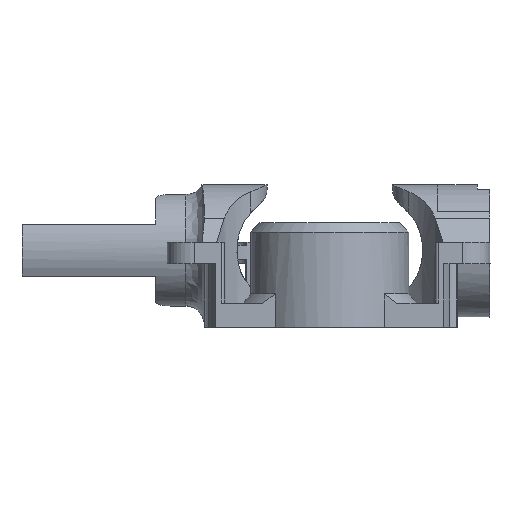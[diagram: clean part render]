
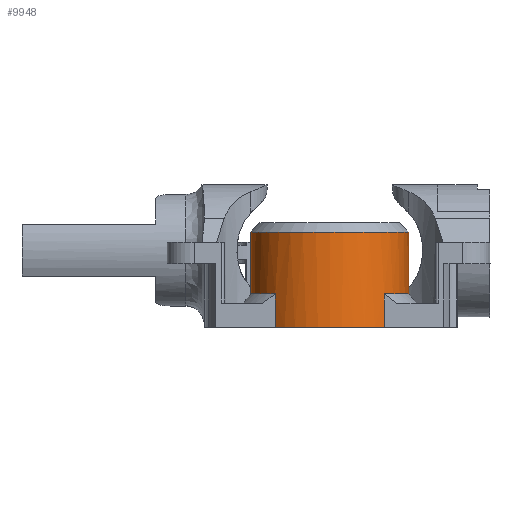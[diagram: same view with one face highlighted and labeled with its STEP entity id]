
A CAD part, left-side view. The second image highlights one B-rep face of the part: STEP entity #9948.
In plain terms, the highlighted cylindrical face has radius 13 mm (diameter 26 mm), a full revolution.
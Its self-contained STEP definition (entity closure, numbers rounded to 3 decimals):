
#249=CIRCLE('',#10200,13.);
#250=CIRCLE('',#10201,13.);
#280=CIRCLE('',#10245,13.);
#282=CIRCLE('',#10248,13.);
#283=CIRCLE('',#10249,13.);
#284=CIRCLE('',#10250,13.);
#429=CYLINDRICAL_SURFACE('',#10247,13.);
#884=FACE_OUTER_BOUND('',#1444,.T.);
#1444=EDGE_LOOP('',(#8422,#8423,#8424,#8425,#8426,#8427,#8428,#8429,#8430,
#8431,#8432,#8433));
#2086=LINE('',#20348,#2723);
#2087=LINE('',#20350,#2724);
#2088=LINE('',#20354,#2725);
#2089=LINE('',#20357,#2726);
#2090=LINE('',#20358,#2727);
#2723=VECTOR('',#11309,13.);
#2724=VECTOR('',#11310,10.);
#2725=VECTOR('',#11313,10.);
#2726=VECTOR('',#11316,10.);
#2727=VECTOR('',#11317,10.);
#4365=VERTEX_POINT('',#20228);
#4366=VERTEX_POINT('',#20230);
#4367=VERTEX_POINT('',#20232);
#4404=VERTEX_POINT('',#20329);
#4405=VERTEX_POINT('',#20333);
#4407=VERTEX_POINT('',#20346);
#4408=VERTEX_POINT('',#20349);
#4409=VERTEX_POINT('',#20351);
#4410=VERTEX_POINT('',#20353);
#4411=VERTEX_POINT('',#20355);
#5758=EDGE_CURVE('',#4366,#4365,#249,.T.);
#5759=EDGE_CURVE('',#4367,#4366,#250,.T.);
#5806=EDGE_CURVE('',#4404,#4405,#280,.T.);
#5809=EDGE_CURVE('',#4407,#4407,#282,.T.);
#5810=EDGE_CURVE('',#4407,#4366,#2086,.T.);
#5811=EDGE_CURVE('',#4408,#4365,#2087,.T.);
#5812=EDGE_CURVE('',#4409,#4408,#283,.T.);
#5813=EDGE_CURVE('',#4410,#4409,#2088,.T.);
#5814=EDGE_CURVE('',#4411,#4410,#284,.T.);
#5815=EDGE_CURVE('',#4411,#4405,#2089,.T.);
#5816=EDGE_CURVE('',#4367,#4404,#2090,.T.);
#8422=ORIENTED_EDGE('',*,*,#5809,.F.);
#8423=ORIENTED_EDGE('',*,*,#5810,.T.);
#8424=ORIENTED_EDGE('',*,*,#5758,.T.);
#8425=ORIENTED_EDGE('',*,*,#5811,.F.);
#8426=ORIENTED_EDGE('',*,*,#5812,.F.);
#8427=ORIENTED_EDGE('',*,*,#5813,.F.);
#8428=ORIENTED_EDGE('',*,*,#5814,.F.);
#8429=ORIENTED_EDGE('',*,*,#5815,.T.);
#8430=ORIENTED_EDGE('',*,*,#5806,.F.);
#8431=ORIENTED_EDGE('',*,*,#5816,.F.);
#8432=ORIENTED_EDGE('',*,*,#5759,.T.);
#8433=ORIENTED_EDGE('',*,*,#5810,.F.);
#9948=ADVANCED_FACE('',(#884),#429,.T.);
#10200=AXIS2_PLACEMENT_3D('',#20231,#11195,#11196);
#10201=AXIS2_PLACEMENT_3D('',#20233,#11197,#11198);
#10245=AXIS2_PLACEMENT_3D('',#20334,#11301,#11302);
#10247=AXIS2_PLACEMENT_3D('',#20345,#11305,#11306);
#10248=AXIS2_PLACEMENT_3D('',#20347,#11307,#11308);
#10249=AXIS2_PLACEMENT_3D('',#20352,#11311,#11312);
#10250=AXIS2_PLACEMENT_3D('',#20356,#11314,#11315);
#11195=DIRECTION('center_axis',(0.,0.,1.));
#11196=DIRECTION('ref_axis',(1.,0.,0.));
#11197=DIRECTION('center_axis',(0.,0.,1.));
#11198=DIRECTION('ref_axis',(1.,0.,0.));
#11301=DIRECTION('center_axis',(0.,0.,-1.));
#11302=DIRECTION('ref_axis',(-1.,0.,0.));
#11305=DIRECTION('center_axis',(0.,0.,1.));
#11306=DIRECTION('ref_axis',(1.,0.,0.));
#11307=DIRECTION('center_axis',(0.,0.,1.));
#11308=DIRECTION('ref_axis',(1.,0.,0.));
#11309=DIRECTION('',(0.,0.,-1.));
#11310=DIRECTION('',(0.,0.,-1.));
#11311=DIRECTION('center_axis',(0.,0.,-1.));
#11312=DIRECTION('ref_axis',(-1.,0.,0.));
#11313=DIRECTION('',(0.,0.,1.));
#11314=DIRECTION('center_axis',(0.,0.,-1.));
#11315=DIRECTION('ref_axis',(1.,0.,0.));
#11316=DIRECTION('',(0.,0.,1.));
#11317=DIRECTION('',(0.,0.,1.));
#20228=CARTESIAN_POINT('',(-29.9,-8.98,0.));
#20230=CARTESIAN_POINT('',(-33.5,0.,0.));
#20231=CARTESIAN_POINT('Origin',(-20.5,0.,0.));
#20232=CARTESIAN_POINT('',(-29.9,8.98,0.));
#20233=CARTESIAN_POINT('Origin',(-20.5,0.,0.));
#20329=CARTESIAN_POINT('',(-29.9,8.98,5.5));
#20333=CARTESIAN_POINT('',(-20.5,13.,5.5));
#20334=CARTESIAN_POINT('Origin',(-20.5,0.,5.5));
#20345=CARTESIAN_POINT('Origin',(-20.5,0.,0.));
#20346=CARTESIAN_POINT('',(-33.5,0.,15.7));
#20347=CARTESIAN_POINT('Origin',(-20.5,0.,15.7));
#20348=CARTESIAN_POINT('',(-33.5,0.,0.));
#20349=CARTESIAN_POINT('',(-29.9,-8.98,5.5));
#20350=CARTESIAN_POINT('',(-29.9,-8.98,0.));
#20351=CARTESIAN_POINT('',(-20.5,-13.,5.5));
#20352=CARTESIAN_POINT('Origin',(-20.5,0.,5.5));
#20353=CARTESIAN_POINT('',(-20.5,-13.,5.2));
#20354=CARTESIAN_POINT('',(-20.5,-13.,0.));
#20355=CARTESIAN_POINT('',(-20.5,13.,5.2));
#20356=CARTESIAN_POINT('Origin',(-20.5,0.,5.2));
#20357=CARTESIAN_POINT('',(-20.5,13.,0.));
#20358=CARTESIAN_POINT('',(-29.9,8.98,0.));
